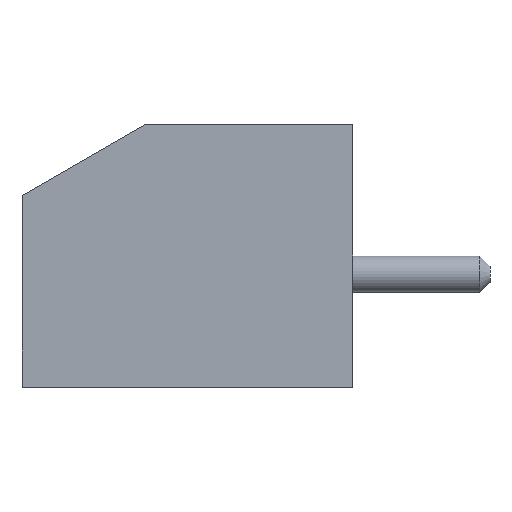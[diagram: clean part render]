
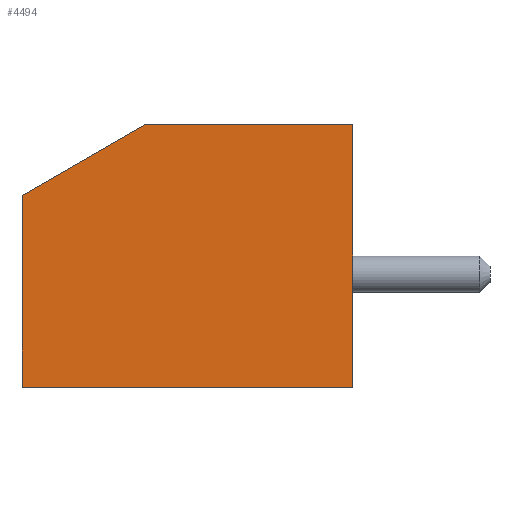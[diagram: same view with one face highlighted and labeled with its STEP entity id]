
A CAD part, left-side view. The second image highlights one B-rep face of the part: STEP entity #4494.
In plain terms, the highlighted planar face has unit normal (-1, 0, 0).
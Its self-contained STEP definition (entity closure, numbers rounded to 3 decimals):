
#63 = AXIS2_PLACEMENT_3D ( 'NONE', #7341, #2118, #6197 ) ;
#460 = VECTOR ( 'NONE', #3916, 1000. ) ;
#775 = LINE ( 'NONE', #7208, #1625 ) ;
#1047 = VERTEX_POINT ( 'NONE', #3578 ) ;
#1063 = VERTEX_POINT ( 'NONE', #5333 ) ;
#1363 = CARTESIAN_POINT ( 'NONE',  ( -10.5, 0., 3.7 ) ) ;
#1407 = LINE ( 'NONE', #1363, #5913 ) ;
#1512 = ORIENTED_EDGE ( 'NONE', *, *, #2627, .F. ) ;
#1540 = PLANE ( 'NONE',  #63 ) ;
#1583 = LINE ( 'NONE', #3798, #5182 ) ;
#1625 = VECTOR ( 'NONE', #3168, 1000. ) ;
#1687 = DIRECTION ( 'NONE',  ( 0., 0., 1. ) ) ;
#1856 = CARTESIAN_POINT ( 'NONE',  ( -10.5, 0., -2.8 ) ) ;
#1971 = CARTESIAN_POINT ( 'NONE',  ( -10.5, 8.2, -2.8 ) ) ;
#2118 = DIRECTION ( 'NONE',  ( 1., 0., 0. ) ) ;
#2627 = EDGE_CURVE ( 'NONE', #4234, #1063, #4472, .T. ) ;
#2773 = EDGE_LOOP ( 'NONE', ( #6012, #1512, #6035, #5436, #3879 ) ) ;
#3168 = DIRECTION ( 'NONE',  ( 0., -0.866, 0.5 ) ) ;
#3450 = EDGE_CURVE ( 'NONE', #5245, #4234, #1583, .T. ) ;
#3578 = CARTESIAN_POINT ( 'NONE',  ( -10.5, 5.169, 3.7 ) ) ;
#3593 = CARTESIAN_POINT ( 'NONE',  ( -10.5, 0., 3.7 ) ) ;
#3680 = EDGE_CURVE ( 'NONE', #6310, #5245, #1407, .T. ) ;
#3798 = CARTESIAN_POINT ( 'NONE',  ( -10.5, 0., -2.8 ) ) ;
#3879 = ORIENTED_EDGE ( 'NONE', *, *, #7083, .F. ) ;
#3916 = DIRECTION ( 'NONE',  ( 0., -1., 0. ) ) ;
#4234 = VERTEX_POINT ( 'NONE', #1971 ) ;
#4472 = LINE ( 'NONE', #5733, #5770 ) ;
#4494 = ADVANCED_FACE ( 'NONE', ( #5012 ), #1540, .F. ) ;
#4906 = LINE ( 'NONE', #5681, #460 ) ;
#5012 = FACE_OUTER_BOUND ( 'NONE', #2773, .T. ) ;
#5182 = VECTOR ( 'NONE', #6832, 1000. ) ;
#5245 = VERTEX_POINT ( 'NONE', #1856 ) ;
#5333 = CARTESIAN_POINT ( 'NONE',  ( -10.5, 8.2, 1.95 ) ) ;
#5436 = ORIENTED_EDGE ( 'NONE', *, *, #3680, .F. ) ;
#5681 = CARTESIAN_POINT ( 'NONE',  ( -10.5, 5.169, 3.7 ) ) ;
#5733 = CARTESIAN_POINT ( 'NONE',  ( -10.5, 8.2, -2.8 ) ) ;
#5770 = VECTOR ( 'NONE', #1687, 1000. ) ;
#5913 = VECTOR ( 'NONE', #6061, 1000. ) ;
#6012 = ORIENTED_EDGE ( 'NONE', *, *, #6652, .F. ) ;
#6035 = ORIENTED_EDGE ( 'NONE', *, *, #3450, .F. ) ;
#6061 = DIRECTION ( 'NONE',  ( 0., 0., -1. ) ) ;
#6197 = DIRECTION ( 'NONE',  ( 0., 0., -1. ) ) ;
#6310 = VERTEX_POINT ( 'NONE', #3593 ) ;
#6652 = EDGE_CURVE ( 'NONE', #1063, #1047, #775, .T. ) ;
#6832 = DIRECTION ( 'NONE',  ( 0., 1., 0. ) ) ;
#7083 = EDGE_CURVE ( 'NONE', #1047, #6310, #4906, .T. ) ;
#7208 = CARTESIAN_POINT ( 'NONE',  ( -10.5, 8.2, 1.95 ) ) ;
#7341 = CARTESIAN_POINT ( 'NONE',  ( -10.5, 0., 0. ) ) ;
